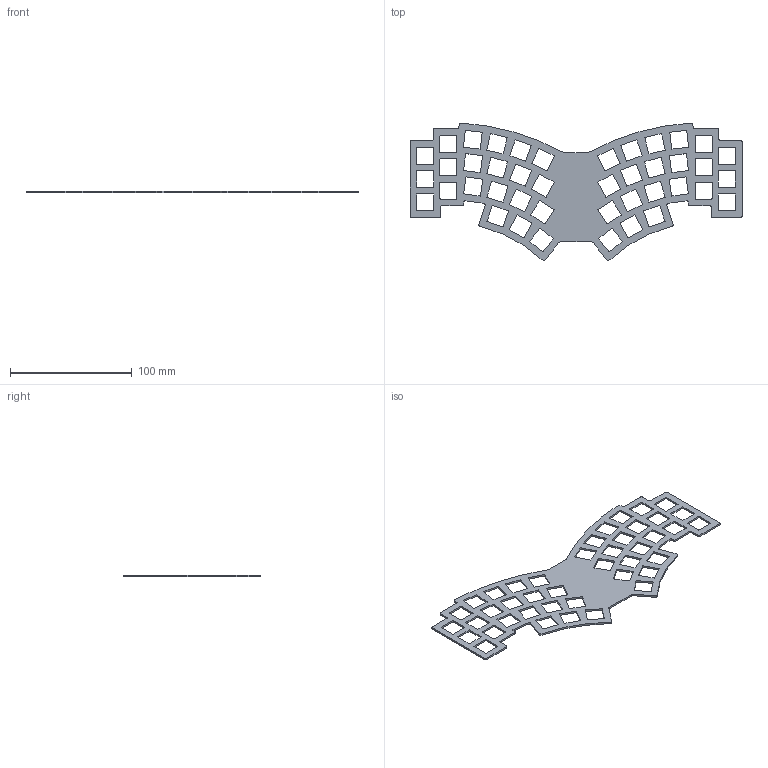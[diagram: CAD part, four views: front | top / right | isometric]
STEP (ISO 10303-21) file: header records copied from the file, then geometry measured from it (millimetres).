
FILE_DESCRIPTION(('FreeCAD Model'),'2;1');
FILE_NAME('Open CASCADE Shape Model','2024-07-26T23:30:06',(''),(''), 'Open CASCADE STEP processor 7.6','FreeCAD','Unknown');
FILE_SCHEMA(('AUTOMOTIVE_DESIGN { 1 0 10303 214 1 1 1 1 }'));
Length unit declared in the file: millimetre
Products named in the file (1): Body
Bounding box: 272.7 x 113.34 x 1.5 mm (x, y, z)
Volume: 18983.3 mm3; surface area: 30014.9 mm2
Topology: 1 solids, 1 shells, 422 faces, 1260 edges, 840 vertices
Faces by surface type: extrusion 420, plane 2
Entity records: 29194 total; most frequent: CARTESIAN_POINT 8193, DIRECTION 2526, ORIENTED_EDGE 2520, VECTOR 2520, PCURVE 2520, DEFINITIONAL_REPRESENTATION 2520, LINE 2100, EDGE_CURVE 1260
